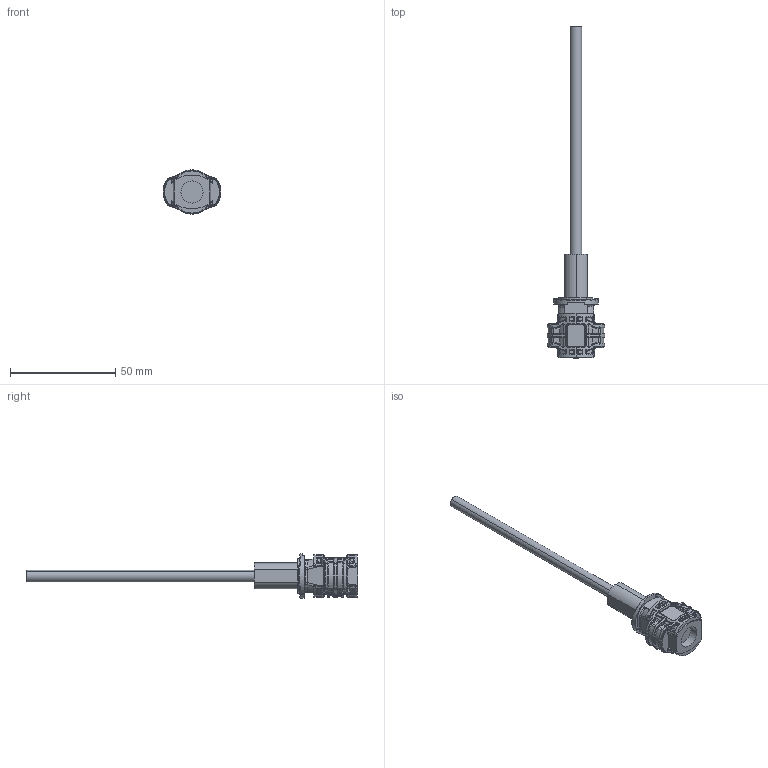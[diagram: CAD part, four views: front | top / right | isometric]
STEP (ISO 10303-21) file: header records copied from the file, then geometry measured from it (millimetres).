
FILE_DESCRIPTION(('HOOPS Exchange Step'),'2;1');
FILE_NAME('export-576102CB-F58A-47D6-8B36-390DFFB6DDE8.stp','2022-08-04T15:11:09+02:00',('Engineering'),('Alibre'),'HOOPS Exchange 2021.0','Alibre','Unknown authorisation');
FILE_SCHEMA( ('AP242_MANAGED_MODEL_BASED_3D_ENGINEERING_MIM_LF {1 0 10303 442 1 1 4 }') );
Length unit declared in the file: millimetre
Products named in the file (2): 6007-1 Device connector, front mounting - PV-FT-C4M-C-6-130-RD-00 1158451; 6007 Device connector, front mounting - PV-FT-C4M-C-6-130-RD-00 1158451
Assembly tree (1 placements, depth 2):
  6007 Device connector, front mounting - PV-FT-C4M-C-6-130-RD-00 1158451
    6007-1 Device connector, front mounting - PV-FT-C4M-C-6-130-RD-00 1158451
Bounding box: 27.4 x 157.6 x 21 mm (x, y, z)
Volume: 13417.6 mm3; surface area: 6662.8 mm2
Topology: 1 solids, 1 shells, 1562 faces, 3756 edges, 2151 vertices
Faces by surface type: bspline 509, cylinder 506, plane 263, torus 213, sphere 51, cone 20
Entity records: 111221 total; most frequent: CARTESIAN_POINT 80912, ORIENTED_EDGE 7398, DIRECTION 4914, EDGE_CURVE 3699, VERTEX_POINT 2151, AXIS2_PLACEMENT_3D 1924, EDGE_LOOP 1578, FACE_BOUND 1578
